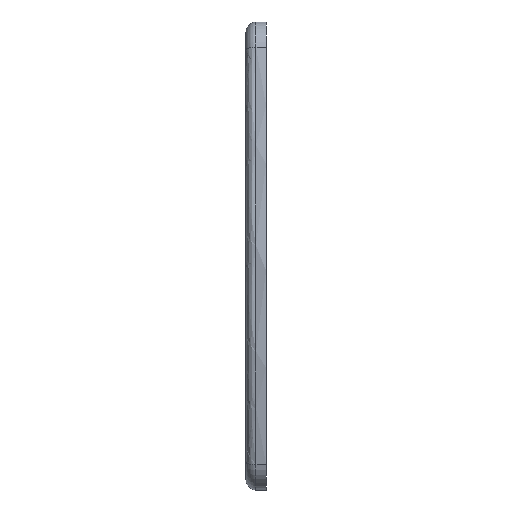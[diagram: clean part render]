
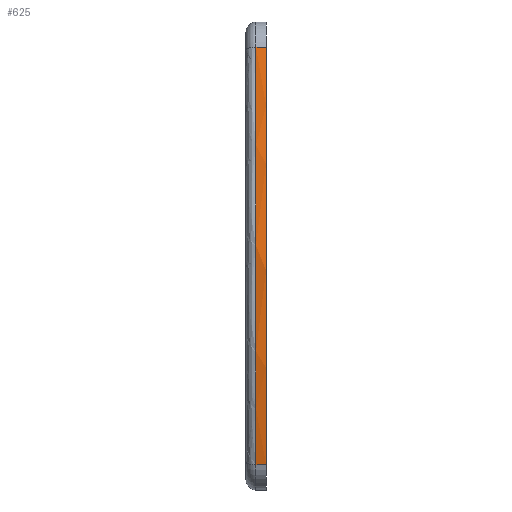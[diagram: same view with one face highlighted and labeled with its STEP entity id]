
A CAD part, left-side view. The second image highlights one B-rep face of the part: STEP entity #625.
In plain terms, the highlighted free-form (B-spline) face has degree [2, 1] with [3, 2] control points.
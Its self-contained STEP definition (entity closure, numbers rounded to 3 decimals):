
#26 = EDGE_CURVE ( 'NONE', #270, #1755, #451, .T. ) ;
#101 = CARTESIAN_POINT ( 'NONE',  ( -96.633, 3., 41.939 ) ) ;
#110 = CARTESIAN_POINT ( 'NONE',  ( -92.036, 3., 62.471 ) ) ;
#214 = DIRECTION ( 'NONE',  ( 0., -1., 0. ) ) ;
#218 = CARTESIAN_POINT ( 'NONE',  ( -93.337, 3., -57.365 ) ) ;
#219 = CARTESIAN_POINT ( 'NONE',  ( -92.036, 3., -62.471 ) ) ;
#257 = CARTESIAN_POINT ( 'NONE',  ( -100.084, 3., 2.66 ) ) ;
#265 = CARTESIAN_POINT ( 'NONE',  ( -99.663, 3., -13.123 ) ) ;
#270 = VERTEX_POINT ( 'NONE', #884 ) ;
#411 = CARTESIAN_POINT ( 'NONE',  ( -99.156, 3., -21.005 ) ) ;
#417 = CARTESIAN_POINT ( 'NONE',  ( -99.745, 3., 13.163 ) ) ;
#433 = CARTESIAN_POINT ( 'NONE',  ( -92.036, 0., 62.471 ) ) ;
#451 = B_SPLINE_CURVE_WITH_KNOTS ( 'NONE', 3,
 ( #110, #1493, #101, #1055, #1198, #1345, #417, #257, #1337, #1939, #265, #411, #569, #1648, #733, #1800, #896, #1204, #218, #906 ),
 .UNSPECIFIED., .F., .F.,
 ( 4, 2, 2, 1, 1, 2, 2, 2, 2, 2, 4 ),
 ( 0., 0.032, 0.039, 0.047, 0.063, 0.071, 0.079, 0.095, 0.102, 0.11, 0.126 ),
 .UNSPECIFIED. ) ;
#552 = EDGE_LOOP ( 'NONE', ( #1305, #1235, #1174, #1169 ) ) ;
#569 = CARTESIAN_POINT ( 'NONE',  ( -98.65, 3., -26.241 ) ) ;
#571 = FACE_OUTER_BOUND ( 'NONE', #552, .T. ) ;
#625 = ADVANCED_FACE ( 'NONE', ( #571 ), #1658, .F. ) ;
#658 = CARTESIAN_POINT ( 'NONE',  ( -92.036, 0., 62.471 ) ) ;
#668 = CARTESIAN_POINT ( 'NONE',  ( -107.964, 0., 0. ) ) ;
#707 = CARTESIAN_POINT ( 'NONE',  ( -92.036, 3., 62.471 ) ) ;
#733 = CARTESIAN_POINT ( 'NONE',  ( -97.269, 3., -36.673 ) ) ;
#884 = CARTESIAN_POINT ( 'NONE',  ( -92.036, 3., 62.471 ) ) ;
#896 = CARTESIAN_POINT ( 'NONE',  ( -95.978, 3., -44.469 ) ) ;
#906 = CARTESIAN_POINT ( 'NONE',  ( -92.036, 3., -62.471 ) ) ;
#940 = LINE ( 'NONE', #1451, #1402 ) ;
#990 = CARTESIAN_POINT ( 'NONE',  ( -92.036, 0., -62.471 ) ) ;
#1029 = CARTESIAN_POINT ( 'NONE',  ( -92.036, 0., 62.471 ) ) ;
#1055 = CARTESIAN_POINT ( 'NONE',  ( -98.31, 3., 28.891 ) ) ;
#1151 = CARTESIAN_POINT ( 'NONE',  ( -92.036, 0., 62.471 ) ) ;
#1169 = ORIENTED_EDGE ( 'NONE', *, *, #1531, .T. ) ;
#1174 = ORIENTED_EDGE ( 'NONE', *, *, #1230, .T. ) ;
#1197 = EDGE_CURVE ( 'NONE', #1927, #270, #1335, .T. ) ;
#1198 = CARTESIAN_POINT ( 'NONE',  ( -98.605, 3., 26.272 ) ) ;
#1204 = CARTESIAN_POINT ( 'NONE',  ( -94.488, 3., -52.227 ) ) ;
#1230 = EDGE_CURVE ( 'NONE', #1755, #1685, #940, .T. ) ;
#1235 = ORIENTED_EDGE ( 'NONE', *, *, #26, .T. ) ;
#1299 = DIRECTION ( 'NONE',  ( 0., 1., 0. ) ) ;
#1305 = ORIENTED_EDGE ( 'NONE', *, *, #1197, .T. ) ;
#1335 = LINE ( 'NONE', #1151, #1922 ) ;
#1337 = CARTESIAN_POINT ( 'NONE',  ( -99.958, 3., -5.229 ) ) ;
#1345 = CARTESIAN_POINT ( 'NONE',  ( -99.111, 3., 21.03 ) ) ;
#1402 = VECTOR ( 'NONE', #214, 1000. ) ;
#1451 = CARTESIAN_POINT ( 'NONE',  ( -92.036, 6., -62.471 ) ) ;
#1493 = CARTESIAN_POINT ( 'NONE',  ( -94.639, 3., 52.26 ) ) ;
#1531 = EDGE_CURVE ( 'NONE', #1685, #1927, #1538, .T. ) ;
#1538 = B_SPLINE_CURVE_WITH_KNOTS ( 'NONE', 2,
 ( #1728, #668, #658 ),
 .UNSPECIFIED., .F., .F.,
 ( 3, 3 ),
 ( 0.054, 0.946 ),
 .UNSPECIFIED. ) ;
#1648 = CARTESIAN_POINT ( 'NONE',  ( -97.645, 3., -34.069 ) ) ;
#1658 = B_SPLINE_SURFACE_WITH_KNOTS ( 'NONE', 2, 1, ( 
 ( #219, #1903 ),
 ( #1781, #1919 ),
 ( #707, #1029 ) ),
 .UNSPECIFIED., .F., .F., .F.,
 ( 3, 3 ),
 ( 2, 2 ),
 ( 0.054, 0.946 ),
 ( 0., 1. ),
 .UNSPECIFIED. ) ;
#1685 = VERTEX_POINT ( 'NONE', #990 ) ;
#1728 = CARTESIAN_POINT ( 'NONE',  ( -92.036, 0., -62.471 ) ) ;
#1755 = VERTEX_POINT ( 'NONE', #1775 ) ;
#1775 = CARTESIAN_POINT ( 'NONE',  ( -92.036, 3., -62.471 ) ) ;
#1781 = CARTESIAN_POINT ( 'NONE',  ( -107.964, 3., 0. ) ) ;
#1800 = CARTESIAN_POINT ( 'NONE',  ( -96.435, 3., -41.874 ) ) ;
#1903 = CARTESIAN_POINT ( 'NONE',  ( -92.036, 0., -62.471 ) ) ;
#1919 = CARTESIAN_POINT ( 'NONE',  ( -107.964, 0., 0. ) ) ;
#1922 = VECTOR ( 'NONE', #1299, 1000. ) ;
#1927 = VERTEX_POINT ( 'NONE', #433 ) ;
#1939 = CARTESIAN_POINT ( 'NONE',  ( -99.79, 3., -10.49 ) ) ;
